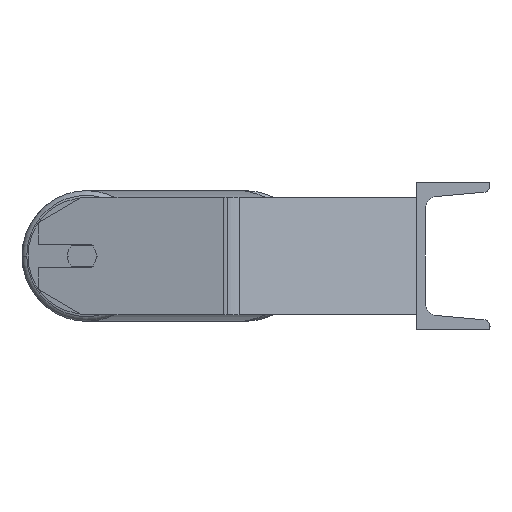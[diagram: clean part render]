
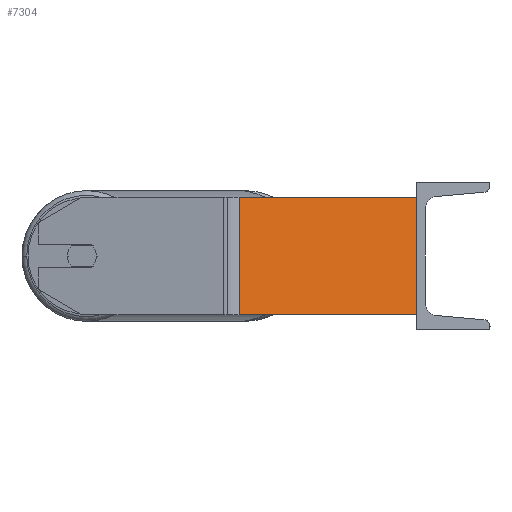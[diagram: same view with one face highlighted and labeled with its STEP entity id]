
A CAD part, left-side view. The second image highlights one B-rep face of the part: STEP entity #7304.
In plain terms, the highlighted planar face has unit normal (-0.866, -0.5, 0).
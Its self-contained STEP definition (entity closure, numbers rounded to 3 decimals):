
#445 = LINE ( 'NONE', #8254, #3330 ) ;
#557 = VERTEX_POINT ( 'NONE', #5044 ) ;
#933 = EDGE_CURVE ( 'NONE', #4264, #557, #445, .T. ) ;
#1022 = CARTESIAN_POINT ( 'NONE',  ( -885., 0., 40. ) ) ;
#1078 = CARTESIAN_POINT ( 'NONE',  ( -957.634, 125.807, 40. ) ) ;
#1125 = LINE ( 'NONE', #1078, #5730 ) ;
#1213 = EDGE_CURVE ( 'NONE', #557, #7862, #7229, .T. ) ;
#1398 = EDGE_CURVE ( 'NONE', #6046, #7862, #1678, .T. ) ;
#1459 = VECTOR ( 'NONE', #7944, 1000. ) ;
#1678 = LINE ( 'NONE', #1022, #1459 ) ;
#1775 = CARTESIAN_POINT ( 'NONE',  ( -957.634, 125.807, -40. ) ) ;
#2460 = ORIENTED_EDGE ( 'NONE', *, *, #1398, .F. ) ;
#2654 = DIRECTION ( 'NONE',  ( 0.866, 0.5, 0. ) ) ;
#3288 = PLANE ( 'NONE',  #5195 ) ;
#3330 = VECTOR ( 'NONE', #8769, 1000. ) ;
#3938 = DIRECTION ( 'NONE',  ( 0.5, -0.866, 0. ) ) ;
#4264 = VERTEX_POINT ( 'NONE', #4738 ) ;
#4448 = ORIENTED_EDGE ( 'NONE', *, *, #1213, .T. ) ;
#4738 = CARTESIAN_POINT ( 'NONE',  ( -954.723, 120.763, 40. ) ) ;
#5044 = CARTESIAN_POINT ( 'NONE',  ( -954.723, 120.763, -40. ) ) ;
#5082 = CARTESIAN_POINT ( 'NONE',  ( -885., 0., -40. ) ) ;
#5195 = AXIS2_PLACEMENT_3D ( 'NONE', #8271, #2654, #6932 ) ;
#5380 = EDGE_CURVE ( 'NONE', #4264, #6046, #1125, .T. ) ;
#5730 = VECTOR ( 'NONE', #3938, 1000. ) ;
#5827 = DIRECTION ( 'NONE',  ( 0.5, -0.866, 0. ) ) ;
#6046 = VERTEX_POINT ( 'NONE', #8480 ) ;
#6085 = FACE_OUTER_BOUND ( 'NONE', #8274, .T. ) ;
#6311 = ORIENTED_EDGE ( 'NONE', *, *, #5380, .F. ) ;
#6932 = DIRECTION ( 'NONE',  ( -0.5, 0.866, 0. ) ) ;
#7229 = LINE ( 'NONE', #1775, #7768 ) ;
#7304 = ADVANCED_FACE ( 'NONE', ( #6085 ), #3288, .F. ) ;
#7336 = ORIENTED_EDGE ( 'NONE', *, *, #933, .T. ) ;
#7768 = VECTOR ( 'NONE', #5827, 1000. ) ;
#7862 = VERTEX_POINT ( 'NONE', #5082 ) ;
#7944 = DIRECTION ( 'NONE',  ( 0., 0., -1. ) ) ;
#8254 = CARTESIAN_POINT ( 'NONE',  ( -954.723, 120.763, 40. ) ) ;
#8271 = CARTESIAN_POINT ( 'NONE',  ( -957.634, 125.807, 40. ) ) ;
#8274 = EDGE_LOOP ( 'NONE', ( #4448, #2460, #6311, #7336 ) ) ;
#8480 = CARTESIAN_POINT ( 'NONE',  ( -885., 0., 40. ) ) ;
#8769 = DIRECTION ( 'NONE',  ( 0., 0., -1. ) ) ;
